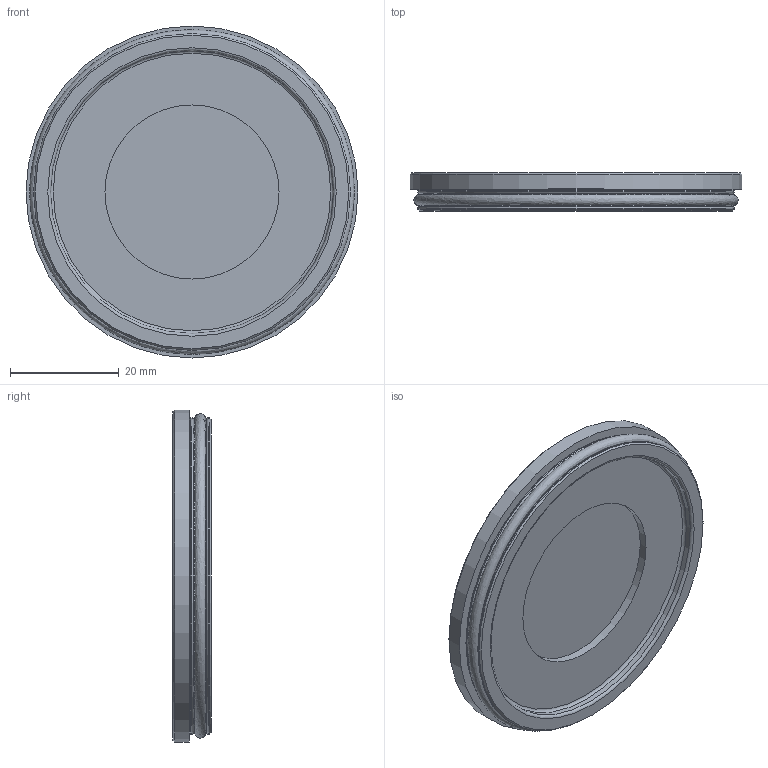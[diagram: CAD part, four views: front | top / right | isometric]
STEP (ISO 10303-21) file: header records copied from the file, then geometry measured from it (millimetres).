
FILE_DESCRIPTION(/* description */ ('Unknown'),/* implementation_level */ '2;1');
FILE_NAME(/* name */ '48463000_KAPPE_DEKO_DECORATIVE_100303391',/* time_stamp */ '2023-07-21T13:00:08+02:00',/* author */ ('Unknown'),/* organization */ ('GROHE AG'),/* preprocessor_version */ 'ST-DEVELOPER v16.7',/* originating_system */ 'DEX',/* authorisation */ $);
FILE_SCHEMA (('AUTOMOTIVE_DESIGN {1 0 10303 214 3 1 1}'));
Length unit declared in the file: millimetre
Products named in the file (5): 48462000_KAPPE_DEKO_DECORATIVE_100303391; 04027031_DICHT_RUND_000698177; 413208BM3_AUFNAHME_SEAT_100086132; 417692031_AUFNAHME_SEAT_02186643; 413207BM2_KAPPE_CAP_100086130
Assembly tree (4 placements, depth 3):
  48462000_KAPPE_DEKO_DECORATIVE_100303391
    04027031_DICHT_RUND_000698177
    413208BM3_AUFNAHME_SEAT_100086132
      417692031_AUFNAHME_SEAT_02186643
      413207BM2_KAPPE_CAP_100086130
Bounding box: 61 x 7 x 61 mm (x, y, z)
Volume: 12885.8 mm3; surface area: 12640.7 mm2
Topology: 3 solids, 3 shells, 25 faces, 43 edges, 26 vertices
Faces by surface type: plane 8, cylinder 7, torus 6, cone 3, bspline 1
Full cylindrical faces by diameter (mm): 32 x1, 52 x2, 55.9 x1, 58.2 x2, 61 x1
Entity records: 819 total; most frequent: CARTESIAN_POINT 285, DIRECTION 104, AXIS2_PLACEMENT_3D 52, FACE_BOUND 47, ORIENTED_EDGE 46, EDGE_LOOP 46, ADVANCED_FACE 25, VERTEX_POINT 24
